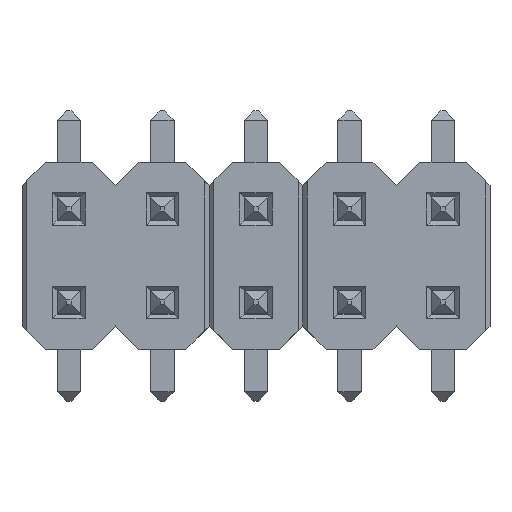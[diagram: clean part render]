
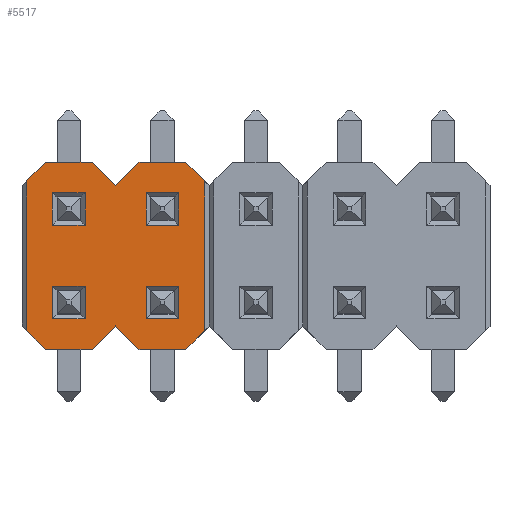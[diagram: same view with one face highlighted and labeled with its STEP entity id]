
A CAD part, top view. The second image highlights one B-rep face of the part: STEP entity #5517.
In plain terms, the highlighted planar face has unit normal (0, 0, 1).
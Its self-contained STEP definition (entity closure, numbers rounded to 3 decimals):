
#16=FACE_BOUND('',#479,.T.);
#17=FACE_BOUND('',#480,.T.);
#18=FACE_BOUND('',#481,.T.);
#19=FACE_BOUND('',#482,.T.);
#156=FACE_OUTER_BOUND('',#478,.T.);
#478=EDGE_LOOP('',(#3828,#3829,#3830,#3831,#3832,#3833,#3834,#3835,#3836,
#3837,#3838,#3839,#3840,#3841));
#479=EDGE_LOOP('',(#3842,#3843,#3844,#3845));
#480=EDGE_LOOP('',(#3846,#3847,#3848,#3849));
#481=EDGE_LOOP('',(#3850,#3851,#3852,#3853));
#482=EDGE_LOOP('',(#3854,#3855,#3856,#3857));
#981=LINE('',#8050,#1697);
#984=LINE('',#8055,#1700);
#986=LINE('',#8059,#1702);
#988=LINE('',#8062,#1704);
#989=LINE('',#8066,#1705);
#990=LINE('',#8068,#1706);
#991=LINE('',#8070,#1707);
#992=LINE('',#8072,#1708);
#993=LINE('',#8074,#1709);
#994=LINE('',#8076,#1710);
#995=LINE('',#8078,#1711);
#996=LINE('',#8080,#1712);
#997=LINE('',#8082,#1713);
#998=LINE('',#8084,#1714);
#999=LINE('',#8086,#1715);
#1000=LINE('',#8088,#1716);
#1001=LINE('',#8090,#1717);
#1002=LINE('',#8091,#1718);
#1003=LINE('',#8094,#1719);
#1004=LINE('',#8096,#1720);
#1005=LINE('',#8098,#1721);
#1006=LINE('',#8099,#1722);
#1007=LINE('',#8102,#1723);
#1008=LINE('',#8104,#1724);
#1009=LINE('',#8106,#1725);
#1010=LINE('',#8107,#1726);
#1011=LINE('',#8110,#1727);
#1012=LINE('',#8112,#1728);
#1013=LINE('',#8114,#1729);
#1014=LINE('',#8115,#1730);
#1697=VECTOR('',#6572,10.);
#1700=VECTOR('',#6577,10.);
#1702=VECTOR('',#6581,10.);
#1704=VECTOR('',#6585,10.);
#1705=VECTOR('',#6588,10.);
#1706=VECTOR('',#6589,10.);
#1707=VECTOR('',#6590,10.);
#1708=VECTOR('',#6591,10.);
#1709=VECTOR('',#6592,10.);
#1710=VECTOR('',#6593,10.);
#1711=VECTOR('',#6594,10.);
#1712=VECTOR('',#6595,10.);
#1713=VECTOR('',#6596,10.);
#1714=VECTOR('',#6597,10.);
#1715=VECTOR('',#6598,10.);
#1716=VECTOR('',#6599,10.);
#1717=VECTOR('',#6600,10.);
#1718=VECTOR('',#6601,10.);
#1719=VECTOR('',#6602,10.);
#1720=VECTOR('',#6603,10.);
#1721=VECTOR('',#6604,10.);
#1722=VECTOR('',#6605,10.);
#1723=VECTOR('',#6606,10.);
#1724=VECTOR('',#6607,10.);
#1725=VECTOR('',#6608,10.);
#1726=VECTOR('',#6609,10.);
#1727=VECTOR('',#6610,10.);
#1728=VECTOR('',#6611,10.);
#1729=VECTOR('',#6612,10.);
#1730=VECTOR('',#6613,10.);
#2340=VERTEX_POINT('',#8048);
#2341=VERTEX_POINT('',#8049);
#2342=VERTEX_POINT('',#8054);
#2343=VERTEX_POINT('',#8058);
#2344=VERTEX_POINT('',#8064);
#2345=VERTEX_POINT('',#8065);
#2346=VERTEX_POINT('',#8067);
#2347=VERTEX_POINT('',#8069);
#2348=VERTEX_POINT('',#8071);
#2349=VERTEX_POINT('',#8073);
#2350=VERTEX_POINT('',#8075);
#2351=VERTEX_POINT('',#8077);
#2352=VERTEX_POINT('',#8079);
#2353=VERTEX_POINT('',#8081);
#2354=VERTEX_POINT('',#8083);
#2355=VERTEX_POINT('',#8085);
#2356=VERTEX_POINT('',#8087);
#2357=VERTEX_POINT('',#8089);
#2358=VERTEX_POINT('',#8092);
#2359=VERTEX_POINT('',#8093);
#2360=VERTEX_POINT('',#8095);
#2361=VERTEX_POINT('',#8097);
#2362=VERTEX_POINT('',#8100);
#2363=VERTEX_POINT('',#8101);
#2364=VERTEX_POINT('',#8103);
#2365=VERTEX_POINT('',#8105);
#2366=VERTEX_POINT('',#8108);
#2367=VERTEX_POINT('',#8109);
#2368=VERTEX_POINT('',#8111);
#2369=VERTEX_POINT('',#8113);
#2877=EDGE_CURVE('',#2340,#2341,#981,.T.);
#2880=EDGE_CURVE('',#2341,#2342,#984,.T.);
#2882=EDGE_CURVE('',#2342,#2343,#986,.T.);
#2884=EDGE_CURVE('',#2343,#2340,#988,.T.);
#2885=EDGE_CURVE('',#2344,#2345,#989,.T.);
#2886=EDGE_CURVE('',#2346,#2344,#990,.T.);
#2887=EDGE_CURVE('',#2346,#2347,#991,.T.);
#2888=EDGE_CURVE('',#2348,#2347,#992,.T.);
#2889=EDGE_CURVE('',#2349,#2348,#993,.T.);
#2890=EDGE_CURVE('',#2349,#2350,#994,.T.);
#2891=EDGE_CURVE('',#2351,#2350,#995,.T.);
#2892=EDGE_CURVE('',#2352,#2351,#996,.T.);
#2893=EDGE_CURVE('',#2353,#2352,#997,.T.);
#2894=EDGE_CURVE('',#2353,#2354,#998,.T.);
#2895=EDGE_CURVE('',#2355,#2354,#999,.T.);
#2896=EDGE_CURVE('',#2356,#2355,#1000,.T.);
#2897=EDGE_CURVE('',#2356,#2357,#1001,.T.);
#2898=EDGE_CURVE('',#2345,#2357,#1002,.T.);
#2899=EDGE_CURVE('',#2358,#2359,#1003,.T.);
#2900=EDGE_CURVE('',#2360,#2358,#1004,.T.);
#2901=EDGE_CURVE('',#2361,#2360,#1005,.T.);
#2902=EDGE_CURVE('',#2359,#2361,#1006,.T.);
#2903=EDGE_CURVE('',#2362,#2363,#1007,.T.);
#2904=EDGE_CURVE('',#2364,#2362,#1008,.T.);
#2905=EDGE_CURVE('',#2365,#2364,#1009,.T.);
#2906=EDGE_CURVE('',#2363,#2365,#1010,.T.);
#2907=EDGE_CURVE('',#2366,#2367,#1011,.T.);
#2908=EDGE_CURVE('',#2368,#2366,#1012,.T.);
#2909=EDGE_CURVE('',#2369,#2368,#1013,.T.);
#2910=EDGE_CURVE('',#2367,#2369,#1014,.T.);
#3828=ORIENTED_EDGE('',*,*,#2885,.F.);
#3829=ORIENTED_EDGE('',*,*,#2886,.F.);
#3830=ORIENTED_EDGE('',*,*,#2887,.T.);
#3831=ORIENTED_EDGE('',*,*,#2888,.F.);
#3832=ORIENTED_EDGE('',*,*,#2889,.F.);
#3833=ORIENTED_EDGE('',*,*,#2890,.T.);
#3834=ORIENTED_EDGE('',*,*,#2891,.F.);
#3835=ORIENTED_EDGE('',*,*,#2892,.F.);
#3836=ORIENTED_EDGE('',*,*,#2893,.F.);
#3837=ORIENTED_EDGE('',*,*,#2894,.T.);
#3838=ORIENTED_EDGE('',*,*,#2895,.F.);
#3839=ORIENTED_EDGE('',*,*,#2896,.F.);
#3840=ORIENTED_EDGE('',*,*,#2897,.T.);
#3841=ORIENTED_EDGE('',*,*,#2898,.F.);
#3842=ORIENTED_EDGE('',*,*,#2899,.F.);
#3843=ORIENTED_EDGE('',*,*,#2900,.F.);
#3844=ORIENTED_EDGE('',*,*,#2901,.F.);
#3845=ORIENTED_EDGE('',*,*,#2902,.F.);
#3846=ORIENTED_EDGE('',*,*,#2903,.F.);
#3847=ORIENTED_EDGE('',*,*,#2904,.F.);
#3848=ORIENTED_EDGE('',*,*,#2905,.F.);
#3849=ORIENTED_EDGE('',*,*,#2906,.F.);
#3850=ORIENTED_EDGE('',*,*,#2907,.F.);
#3851=ORIENTED_EDGE('',*,*,#2908,.F.);
#3852=ORIENTED_EDGE('',*,*,#2909,.F.);
#3853=ORIENTED_EDGE('',*,*,#2910,.F.);
#3854=ORIENTED_EDGE('',*,*,#2877,.F.);
#3855=ORIENTED_EDGE('',*,*,#2884,.F.);
#3856=ORIENTED_EDGE('',*,*,#2882,.F.);
#3857=ORIENTED_EDGE('',*,*,#2880,.F.);
#5000=PLANE('',#5877);
#5517=ADVANCED_FACE('',(#156,#16,#17,#18,#19),#5000,.T.);
#5877=AXIS2_PLACEMENT_3D('',#8063,#6586,#6587);
#6572=DIRECTION('',(0.,-1.,0.));
#6577=DIRECTION('',(1.,0.,0.));
#6581=DIRECTION('',(0.,1.,0.));
#6585=DIRECTION('',(-1.,0.,0.));
#6586=DIRECTION('center_axis',(0.,0.,1.));
#6587=DIRECTION('ref_axis',(1.,0.,0.));
#6588=DIRECTION('',(0.,1.,0.));
#6589=DIRECTION('',(-0.707,0.707,0.));
#6590=DIRECTION('',(1.,0.,0.));
#6591=DIRECTION('',(-0.707,-0.707,0.));
#6592=DIRECTION('',(-0.707,0.707,0.));
#6593=DIRECTION('',(1.,0.,0.));
#6594=DIRECTION('',(-0.707,-0.707,0.));
#6595=DIRECTION('',(0.,-1.,0.));
#6596=DIRECTION('',(0.707,-0.707,0.));
#6597=DIRECTION('',(-1.,0.,0.));
#6598=DIRECTION('',(0.707,0.707,0.));
#6599=DIRECTION('',(0.707,-0.707,0.));
#6600=DIRECTION('',(-1.,0.,0.));
#6601=DIRECTION('',(0.707,0.707,0.));
#6602=DIRECTION('',(1.,0.,0.));
#6603=DIRECTION('',(0.,-1.,0.));
#6604=DIRECTION('',(-1.,0.,0.));
#6605=DIRECTION('',(0.,1.,0.));
#6606=DIRECTION('',(1.,0.,0.));
#6607=DIRECTION('',(0.,-1.,0.));
#6608=DIRECTION('',(-1.,0.,0.));
#6609=DIRECTION('',(0.,1.,0.));
#6610=DIRECTION('',(0.,-1.,0.));
#6611=DIRECTION('',(-1.,0.,0.));
#6612=DIRECTION('',(0.,1.,0.));
#6613=DIRECTION('',(1.,0.,0.));
#8048=CARTESIAN_POINT('',(-4.35,1.35,2.));
#8049=CARTESIAN_POINT('',(-4.35,0.65,2.));
#8050=CARTESIAN_POINT('',(-4.35,0.375,2.));
#8054=CARTESIAN_POINT('',(-3.65,0.65,2.));
#8055=CARTESIAN_POINT('',(-2.875,0.65,2.));
#8058=CARTESIAN_POINT('',(-3.65,1.35,2.));
#8059=CARTESIAN_POINT('',(-3.65,0.625,2.));
#8062=CARTESIAN_POINT('',(-3.125,1.35,2.));
#8063=CARTESIAN_POINT('Origin',(-2.,0.,2.));
#8064=CARTESIAN_POINT('',(-4.9,-1.6,2.));
#8065=CARTESIAN_POINT('',(-4.9,1.6,2.));
#8066=CARTESIAN_POINT('',(-4.9,1.,2.));
#8067=CARTESIAN_POINT('',(-4.5,-2.,2.));
#8068=CARTESIAN_POINT('',(-5.,-1.5,2.));
#8069=CARTESIAN_POINT('',(-3.5,-2.,2.));
#8070=CARTESIAN_POINT('',(-3.,-2.,2.));
#8071=CARTESIAN_POINT('',(-3.,-1.5,2.));
#8072=CARTESIAN_POINT('',(-3.,-1.5,2.));
#8073=CARTESIAN_POINT('',(-2.5,-2.,2.));
#8074=CARTESIAN_POINT('',(-3.,-1.5,2.));
#8075=CARTESIAN_POINT('',(-1.5,-2.,2.));
#8076=CARTESIAN_POINT('',(-1.,-2.,2.));
#8077=CARTESIAN_POINT('',(-1.1,-1.6,2.));
#8078=CARTESIAN_POINT('',(-1.,-1.5,2.));
#8079=CARTESIAN_POINT('',(-1.1,1.6,2.));
#8080=CARTESIAN_POINT('',(-1.1,-1.,2.));
#8081=CARTESIAN_POINT('',(-1.5,2.,2.));
#8082=CARTESIAN_POINT('',(-1.,1.5,2.));
#8083=CARTESIAN_POINT('',(-2.5,2.,2.));
#8084=CARTESIAN_POINT('',(-3.,2.,2.));
#8085=CARTESIAN_POINT('',(-3.,1.5,2.));
#8086=CARTESIAN_POINT('',(-3.,1.5,2.));
#8087=CARTESIAN_POINT('',(-3.5,2.,2.));
#8088=CARTESIAN_POINT('',(-3.,1.5,2.));
#8089=CARTESIAN_POINT('',(-4.5,2.,2.));
#8090=CARTESIAN_POINT('',(-5.,2.,2.));
#8091=CARTESIAN_POINT('',(-5.,1.5,2.));
#8092=CARTESIAN_POINT('',(-4.35,-1.35,2.));
#8093=CARTESIAN_POINT('',(-3.65,-1.35,2.));
#8094=CARTESIAN_POINT('',(-2.875,-1.35,2.));
#8095=CARTESIAN_POINT('',(-4.35,-0.65,2.));
#8096=CARTESIAN_POINT('',(-4.35,-0.625,2.));
#8097=CARTESIAN_POINT('',(-3.65,-0.65,2.));
#8098=CARTESIAN_POINT('',(-3.125,-0.65,2.));
#8099=CARTESIAN_POINT('',(-3.65,-0.375,2.));
#8100=CARTESIAN_POINT('',(-2.35,-1.35,2.));
#8101=CARTESIAN_POINT('',(-1.65,-1.35,2.));
#8102=CARTESIAN_POINT('',(-1.875,-1.35,2.));
#8103=CARTESIAN_POINT('',(-2.35,-0.65,2.));
#8104=CARTESIAN_POINT('',(-2.35,-0.625,2.));
#8105=CARTESIAN_POINT('',(-1.65,-0.65,2.));
#8106=CARTESIAN_POINT('',(-2.125,-0.65,2.));
#8107=CARTESIAN_POINT('',(-1.65,-0.375,2.));
#8108=CARTESIAN_POINT('',(-2.35,1.35,2.));
#8109=CARTESIAN_POINT('',(-2.35,0.65,2.));
#8110=CARTESIAN_POINT('',(-2.35,0.375,2.));
#8111=CARTESIAN_POINT('',(-1.65,1.35,2.));
#8112=CARTESIAN_POINT('',(-2.125,1.35,2.));
#8113=CARTESIAN_POINT('',(-1.65,0.65,2.));
#8114=CARTESIAN_POINT('',(-1.65,0.625,2.));
#8115=CARTESIAN_POINT('',(-1.875,0.65,2.));
